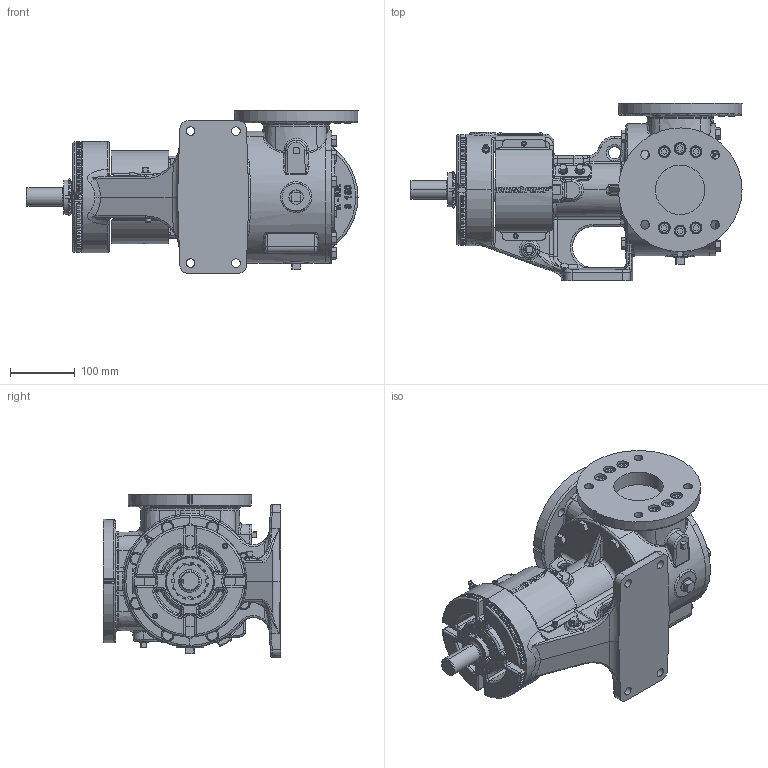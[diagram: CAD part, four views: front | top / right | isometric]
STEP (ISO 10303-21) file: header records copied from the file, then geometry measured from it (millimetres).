
FILE_DESCRIPTION (( 'STEP AP214' ), '1' );
FILE_NAME ('KV-2651.STEP', '2024-04-03T13:13:57', ( '' ), ( '' ), 'SwSTEP 2.0', 'SolidWorks 2022', '' );
FILE_SCHEMA (( 'AUTOMOTIVE_DESIGN' ));
Length unit declared in the file: inch
Products named in the file (1): KV-2651
Bounding box: 511.22 x 273.05 x 250.82 mm (x, y, z)
Volume: 9075497.2 mm3; surface area: 685040.6 mm2
Topology: 1 solids, 13 shells, 4967 faces, 12286 edges, 7542 vertices
Faces by surface type: bspline 1717, plane 1513, cone 766, cylinder 726, torus 142, sphere 103
Entity records: 299844 total; most frequent: CARTESIAN_POINT 131700, ORIENTED_EDGE 24446, DIRECTION 16982, EDGE_CURVE 12223, VERTEX_POINT 7539, AXIS2_PLACEMENT_3D 6257, EDGE_LOOP 5288, DIMENSIONAL_EXPONENTS 4970
